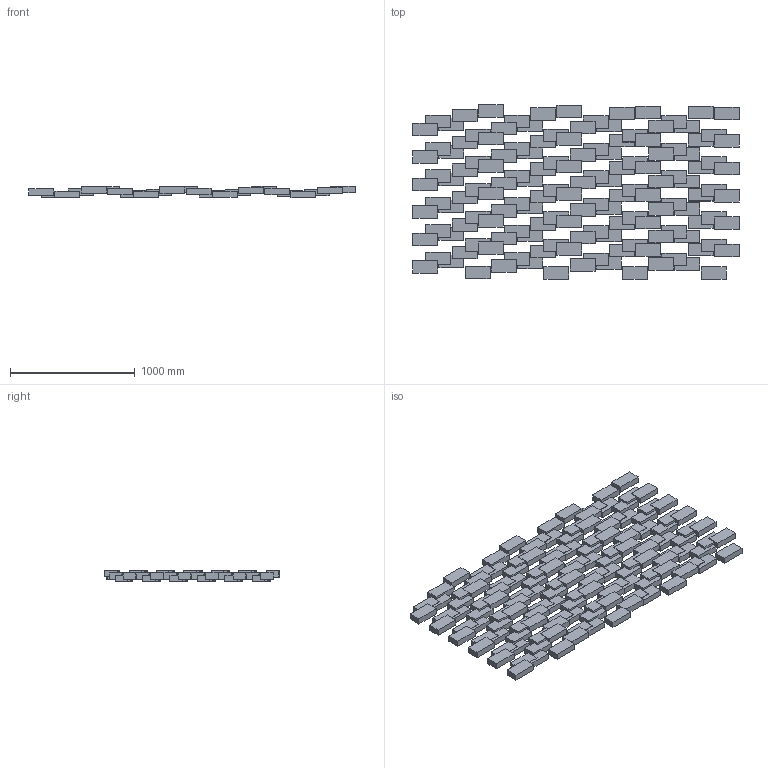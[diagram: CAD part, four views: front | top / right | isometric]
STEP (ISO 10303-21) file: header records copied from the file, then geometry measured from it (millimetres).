
FILE_DESCRIPTION(('Open CASCADE Model'),'2;1');
FILE_NAME('Open CASCADE Shape Model','2024-05-26T11:55:18',('Author'),( 'Open CASCADE'),'Open CASCADE STEP processor 7.7','Open CASCADE 7.7' ,'Unknown');
FILE_SCHEMA(('AUTOMOTIVE_DESIGN { 1 0 10303 214 1 1 1 1 }'));
Length unit declared in the file: millimetre
Products named in the file (29): Open CASCADE STEP translator 7.7 178; Open CASCADE STEP translator 7.7 178.1; Open CASCADE STEP translator 7.7 178.2; Open CASCADE STEP translator 7.7 178.3; Open CASCADE STEP translator 7.7 178.4; Open CASCADE STEP translator 7.7 178.5; Open CASCADE STEP translator 7.7 178.6; Open CASCADE STEP translator 7.7 178.7; Open CASCADE STEP translator 7.7 178.8; Open CASCADE STEP translator 7.7 178.9; Open CASCADE STEP translator 7.7 178.10; Open CASCADE STEP translator 7.7 178.11; Open CASCADE STEP translator 7.7 178.12; Open CASCADE STEP translator 7.7 178.13; Open CASCADE STEP translator 7.7 178.14; Open CASCADE STEP translator 7.7 178.15; Open CASCADE STEP translator 7.7 178.16; Open CASCADE STEP translator 7.7 178.17; Open CASCADE STEP translator 7.7 178.18; Open CASCADE STEP translator 7.7 178.19; Open CASCADE STEP translator 7.7 178.20; Open CASCADE STEP translator 7.7 178.21; Open CASCADE STEP translator 7.7 178.22; Open CASCADE STEP translator 7.7 178.23; Open CASCADE STEP translator 7.7 178.24; Open CASCADE STEP translator 7.7 178.25; Open CASCADE STEP translator 7.7 178.26; Open CASCADE STEP translator 7.7 178.27; Open CASCADE STEP translator 7.7 178.28
Assembly tree (28 placements, depth 2):
  Open CASCADE STEP translator 7.7 178
    Open CASCADE STEP translator 7.7 178.1
    Open CASCADE STEP translator 7.7 178.2
    Open CASCADE STEP translator 7.7 178.3
    Open CASCADE STEP translator 7.7 178.4
    Open CASCADE STEP translator 7.7 178.5
    Open CASCADE STEP translator 7.7 178.6
    Open CASCADE STEP translator 7.7 178.7
    Open CASCADE STEP translator 7.7 178.8
    Open CASCADE STEP translator 7.7 178.9
    Open CASCADE STEP translator 7.7 178.10
    Open CASCADE STEP translator 7.7 178.11
    Open CASCADE STEP translator 7.7 178.12
    Open CASCADE STEP translator 7.7 178.13
    Open CASCADE STEP translator 7.7 178.14
    Open CASCADE STEP translator 7.7 178.15
    Open CASCADE STEP translator 7.7 178.16
    Open CASCADE STEP translator 7.7 178.17
    Open CASCADE STEP translator 7.7 178.18
    Open CASCADE STEP translator 7.7 178.19
    Open CASCADE STEP translator 7.7 178.20
    Open CASCADE STEP translator 7.7 178.21
    Open CASCADE STEP translator 7.7 178.22
    Open CASCADE STEP translator 7.7 178.23
    Open CASCADE STEP translator 7.7 178.24
    Open CASCADE STEP translator 7.7 178.25
    Open CASCADE STEP translator 7.7 178.26
    Open CASCADE STEP translator 7.7 178.27
    Open CASCADE STEP translator 7.7 178.28
Bounding box: 2615 x 1399.24 x 89.01 mm (x, y, z)
Volume: 122218476 mm3; surface area: 7691107.6 mm2
Topology: 28 solids, 28 shells, 864 faces, 2424 edges, 1616 vertices
Faces by surface type: plane 864
Entity records: 57808 total; most frequent: CARTESIAN_POINT 11173, DIRECTION 7666, LINE 5880, VECTOR 5880, ORIENTED_EDGE 4848, PCURVE 4848, DEFINITIONAL_REPRESENTATION 4848, EDGE_CURVE 2424
